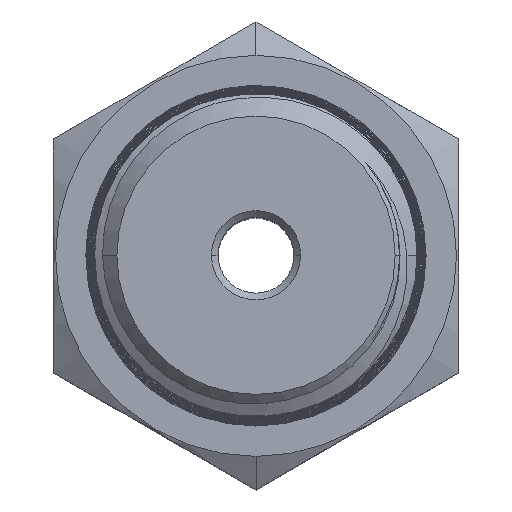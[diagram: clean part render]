
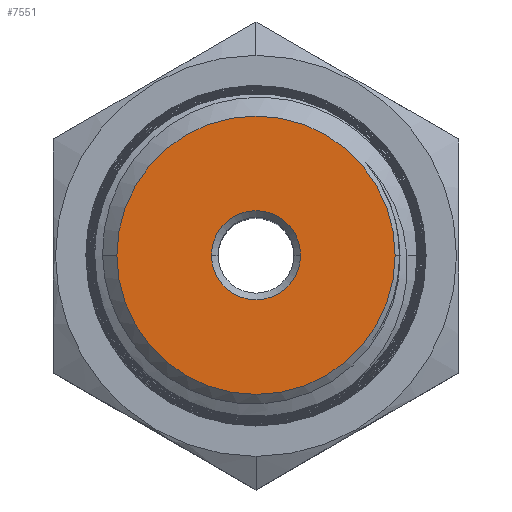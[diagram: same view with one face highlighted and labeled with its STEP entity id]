
A CAD part, top view. The second image highlights one B-rep face of the part: STEP entity #7551.
In plain terms, the highlighted planar face has unit normal (0, 0, 1).
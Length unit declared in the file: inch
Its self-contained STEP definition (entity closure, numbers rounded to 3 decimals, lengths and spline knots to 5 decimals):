
#466 = DIRECTION ( 'NONE',  ( 1., 0., 0. ) ) ;
#1237 = CARTESIAN_POINT ( 'NONE',  ( 0.11, 0., 2. ) ) ;
#1760 = ORIENTED_EDGE ( 'NONE', *, *, #3266, .T. ) ;
#1985 = VERTEX_POINT ( 'NONE', #13428 ) ;
#2198 = ORIENTED_EDGE ( 'NONE', *, *, #3884, .F. ) ;
#3266 = EDGE_CURVE ( 'NONE', #1985, #8827, #3296, .T. ) ;
#3296 = CIRCLE ( 'NONE', #10549, 0.3435 ) ;
#3299 = DIRECTION ( 'NONE',  ( 0., 0., 1. ) ) ;
#3724 = AXIS2_PLACEMENT_3D ( 'NONE', #3730, #10417, #11472 ) ;
#3730 = CARTESIAN_POINT ( 'NONE',  ( 0., 0., 2. ) ) ;
#3884 = EDGE_CURVE ( 'NONE', #4223, #11389, #10893, .T. ) ;
#4223 = VERTEX_POINT ( 'NONE', #1237 ) ;
#4570 = ORIENTED_EDGE ( 'NONE', *, *, #7781, .F. ) ;
#5128 = FACE_OUTER_BOUND ( 'NONE', #10039, .T. ) ;
#6266 = AXIS2_PLACEMENT_3D ( 'NONE', #12046, #12958, #11944 ) ;
#6399 = PLANE ( 'NONE',  #6266 ) ;
#6660 = CIRCLE ( 'NONE', #8594, 0.3435 ) ;
#7551 = ADVANCED_FACE ( 'NONE', ( #12059, #5128 ), #6399, .T. ) ;
#7781 = EDGE_CURVE ( 'NONE', #11389, #4223, #14115, .T. ) ;
#8594 = AXIS2_PLACEMENT_3D ( 'NONE', #13831, #11694, #13881 ) ;
#8827 = VERTEX_POINT ( 'NONE', #11787 ) ;
#8874 = DIRECTION ( 'NONE',  ( 1., 0., 0. ) ) ;
#9257 = DIRECTION ( 'NONE',  ( 0., 0., 1. ) ) ;
#9684 = ORIENTED_EDGE ( 'NONE', *, *, #13128, .T. ) ;
#10039 = EDGE_LOOP ( 'NONE', ( #9684, #1760 ) ) ;
#10417 = DIRECTION ( 'NONE',  ( 0., 0., 1. ) ) ;
#10549 = AXIS2_PLACEMENT_3D ( 'NONE', #10885, #3299, #8874 ) ;
#10714 = EDGE_LOOP ( 'NONE', ( #2198, #4570 ) ) ;
#10885 = CARTESIAN_POINT ( 'NONE',  ( 0., 0., 2. ) ) ;
#10893 = CIRCLE ( 'NONE', #11509, 0.11 ) ;
#11389 = VERTEX_POINT ( 'NONE', #13716 ) ;
#11472 = DIRECTION ( 'NONE',  ( 1., 0., 0. ) ) ;
#11509 = AXIS2_PLACEMENT_3D ( 'NONE', #12596, #9257, #466 ) ;
#11694 = DIRECTION ( 'NONE',  ( 0., 0., 1. ) ) ;
#11787 = CARTESIAN_POINT ( 'NONE',  ( -0.3435, 0., 2. ) ) ;
#11944 = DIRECTION ( 'NONE',  ( 1., 0., 0. ) ) ;
#12046 = CARTESIAN_POINT ( 'NONE',  ( 0., 0.57735, 2. ) ) ;
#12059 = FACE_BOUND ( 'NONE', #10714, .T. ) ;
#12596 = CARTESIAN_POINT ( 'NONE',  ( 0., 0., 2. ) ) ;
#12958 = DIRECTION ( 'NONE',  ( 0., 0., 1. ) ) ;
#13128 = EDGE_CURVE ( 'NONE', #8827, #1985, #6660, .T. ) ;
#13428 = CARTESIAN_POINT ( 'NONE',  ( 0.3435, 0., 2. ) ) ;
#13716 = CARTESIAN_POINT ( 'NONE',  ( -0.11, 0., 2. ) ) ;
#13831 = CARTESIAN_POINT ( 'NONE',  ( 0., 0., 2. ) ) ;
#13881 = DIRECTION ( 'NONE',  ( 1., 0., 0. ) ) ;
#14115 = CIRCLE ( 'NONE', #3724, 0.11 ) ;
